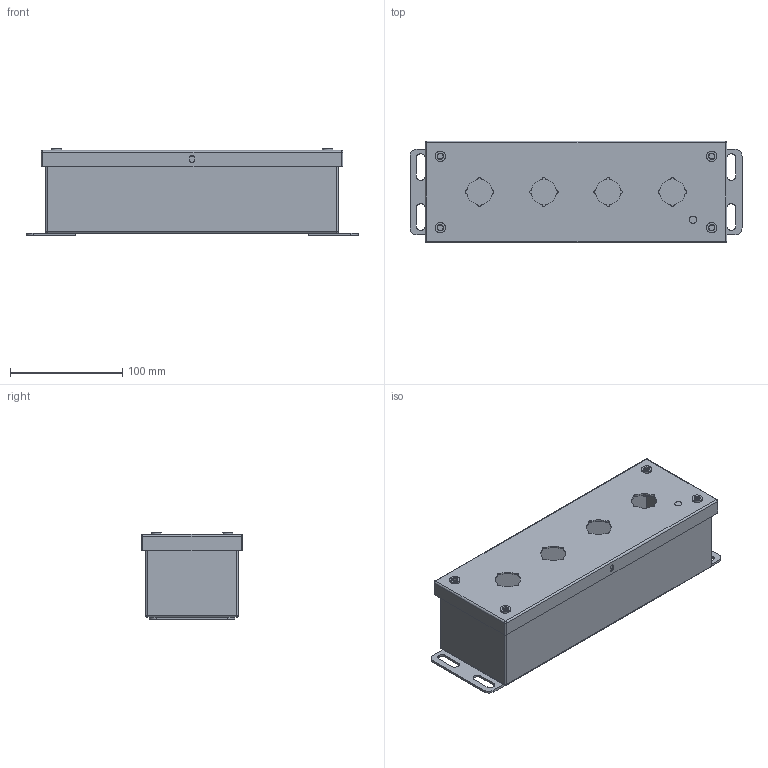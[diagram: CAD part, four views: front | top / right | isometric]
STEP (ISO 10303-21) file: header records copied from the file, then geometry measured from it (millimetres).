
FILE_DESCRIPTION (( 'STEP AP214' ), '1' );
FILE_NAME ('SCE-4PBI.STEP', '2023-07-26T12:43:16', ( '' ), ( '' ), 'SwSTEP 2.0', 'SolidWorks 2021', '' );
FILE_SCHEMA (( 'AUTOMOTIVE_DESIGN' ));
Length unit declared in the file: inch
Products named in the file (1): SCE-4PBI
Bounding box: 295.27 x 90.49 x 77.1 mm (x, y, z)
Volume: 182502 mm3; surface area: 231400.3 mm2
Topology: 3 solids, 3 shells, 480 faces, 1237 edges, 766 vertices
Faces by surface type: cylinder 243, plane 153, torus 40, sphere 24, cone 20
Full cylindrical faces by diameter (mm): 6.756 x4, 8.052 x4
Entity records: 14713 total; most frequent: DIRECTION 2753, CARTESIAN_POINT 2572, ORIENTED_EDGE 2410, EDGE_CURVE 1205, AXIS2_PLACEMENT_3D 1107, VERTEX_POINT 766, CIRCLE 626, EDGE_LOOP 561
